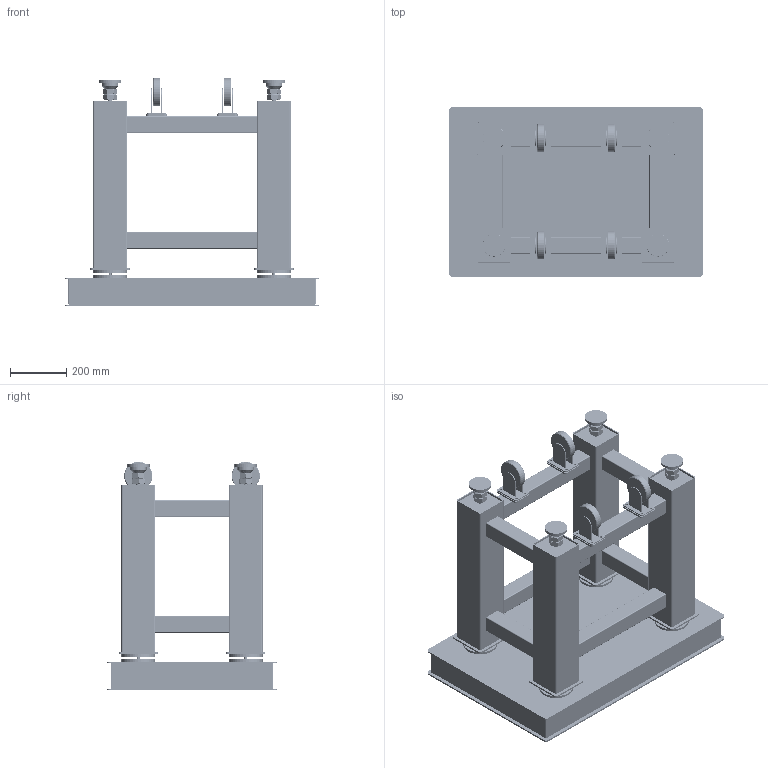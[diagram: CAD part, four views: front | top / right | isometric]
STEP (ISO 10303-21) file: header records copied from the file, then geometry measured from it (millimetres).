
FILE_DESCRIPTION (( 'STEP AP203' ), '1' );
FILE_NAME ('516150.STEP', '2024-04-28T07:06:24', ( '' ), ( '' ), 'SwSTEP 2.0', 'SolidWorks 2020', '' );
FILE_SCHEMA (( 'CONFIG_CONTROL_DESIGN' ));
Products named in the file (1): 516150
Bounding box: 900 x 600 x 809 mm (x, y, z)
Volume: 59968699 mm3; surface area: 7017414.9 mm2
Topology: 62 solids, 62 shells, 3285 faces, 7024 edges, 4636 vertices
Faces by surface type: cylinder 1856, plane 1237, cone 160, bspline 32
Entity records: 92689 total; most frequent: CARTESIAN_POINT 18190, DIRECTION 16936, ORIENTED_EDGE 14048, AXIS2_PLACEMENT_3D 7078, EDGE_CURVE 7024, VERTEX_POINT 4636, EDGE_LOOP 4186, CIRCLE 3824
